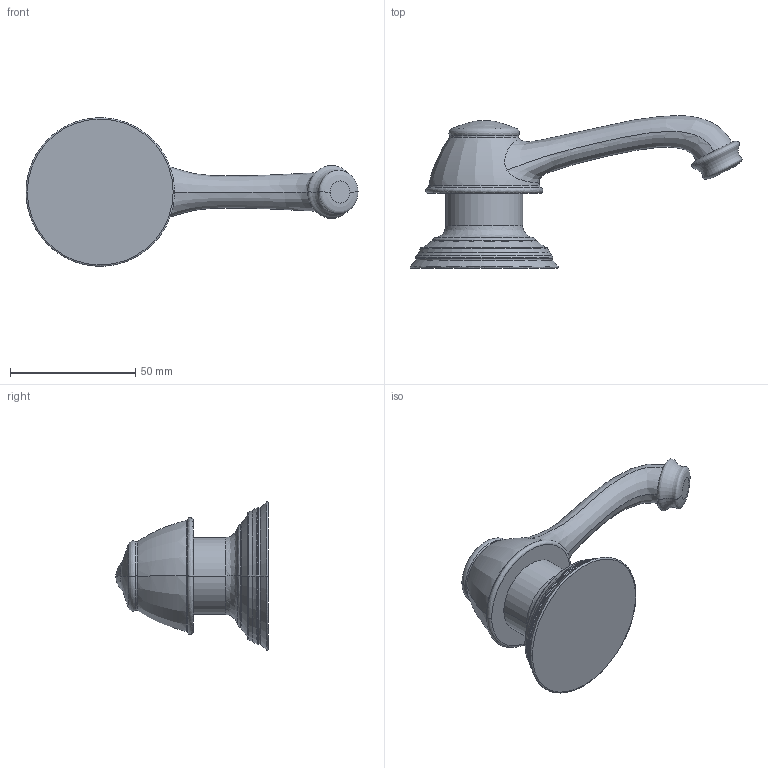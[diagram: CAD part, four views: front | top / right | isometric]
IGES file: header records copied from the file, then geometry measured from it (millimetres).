
Start section:  PTC IGES file: 2470-5721.igs
Global section: file name: 2470-5721.igs; native system: Creo Parametric by PTC Inc.; preprocessor: 2018400; author: jinson.thomas; organization: Unknown; date: 20210427.101049; units: inch
Bounding box: 132.42 x 60.92 x 59.2 mm (x, y, z)
Volume: 83869.4 mm3; surface area: 16268.3 mm2
Topology: 1 solids, 1 shells, 52 faces, 119 edges, 69 vertices
Faces by surface type: revolution 40, bspline 12
